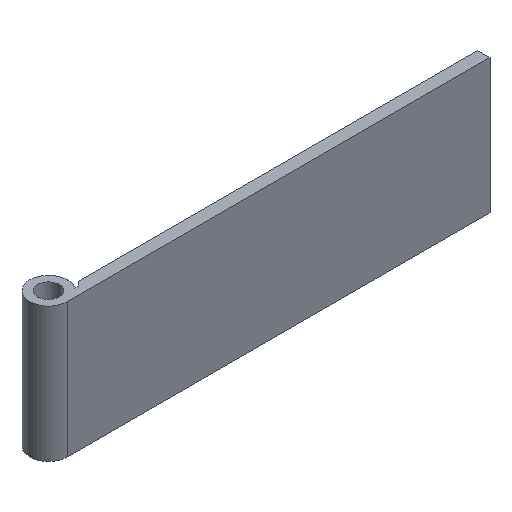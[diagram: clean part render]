
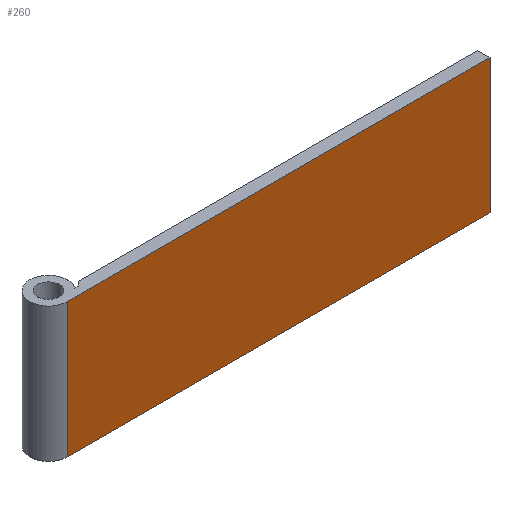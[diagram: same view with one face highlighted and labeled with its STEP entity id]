
A CAD part, isometric view. The second image highlights one B-rep face of the part: STEP entity #260.
In plain terms, the highlighted planar face has unit normal (0, -1, 0).
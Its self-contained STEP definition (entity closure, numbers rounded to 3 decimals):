
#64 = ORIENTED_EDGE ( 'NONE', *, *, #250, .T. ) ;
#67 = ORIENTED_EDGE ( 'NONE', *, *, #238, .F. ) ;
#99 = VERTEX_POINT ( 'NONE', #331 ) ;
#103 = VERTEX_POINT ( 'NONE', #329 ) ;
#105 = VERTEX_POINT ( 'NONE', #327 ) ;
#106 = VERTEX_POINT ( 'NONE', #326 ) ;
#107 = ORIENTED_EDGE ( 'NONE', *, *, #228, .F. ) ;
#110 = ORIENTED_EDGE ( 'NONE', *, *, #275, .T. ) ;
#118 = EDGE_LOOP ( 'NONE', ( #110, #67, #107, #64 ) ) ;
#119 = DIRECTION ( 'NONE',  ( -1., 0., 0. ) ) ;
#152 = VECTOR ( 'NONE', #430, 1000. ) ;
#161 = VECTOR ( 'NONE', #346, 1000. ) ;
#165 = AXIS2_PLACEMENT_3D ( 'NONE', #389, #391, #119 ) ;
#176 = VECTOR ( 'NONE', #388, 1000. ) ;
#188 = VECTOR ( 'NONE', #378, 1000. ) ;
#197 = FACE_OUTER_BOUND ( 'NONE', #118, .T. ) ;
#228 = EDGE_CURVE ( 'NONE', #105, #99, #348, .T. ) ;
#238 = EDGE_CURVE ( 'NONE', #99, #106, #372, .T. ) ;
#250 = EDGE_CURVE ( 'NONE', #105, #103, #387, .T. ) ;
#260 = ADVANCED_FACE ( 'NONE', ( #197 ), #289, .F. ) ;
#275 = EDGE_CURVE ( 'NONE', #103, #106, #432, .T. ) ;
#289 = PLANE ( 'NONE',  #165 ) ;
#326 = CARTESIAN_POINT ( 'NONE',  ( 157., -7., -25. ) ) ;
#327 = CARTESIAN_POINT ( 'NONE',  ( 0., -7., 25. ) ) ;
#329 = CARTESIAN_POINT ( 'NONE',  ( 0., -7., -25. ) ) ;
#331 = CARTESIAN_POINT ( 'NONE',  ( 157., -7., 25. ) ) ;
#346 = DIRECTION ( 'NONE',  ( 1., 0., 0. ) ) ;
#347 = CARTESIAN_POINT ( 'NONE',  ( 157., -7., 25. ) ) ;
#348 = LINE ( 'NONE', #347, #161 ) ;
#372 = LINE ( 'NONE', #379, #188 ) ;
#378 = DIRECTION ( 'NONE',  ( 0., 0., -1. ) ) ;
#379 = CARTESIAN_POINT ( 'NONE',  ( 157., -7., 25. ) ) ;
#387 = LINE ( 'NONE', #390, #176 ) ;
#388 = DIRECTION ( 'NONE',  ( 0., 0., -1. ) ) ;
#389 = CARTESIAN_POINT ( 'NONE',  ( 157., -7., 25. ) ) ;
#390 = CARTESIAN_POINT ( 'NONE',  ( 0., -7., 25. ) ) ;
#391 = DIRECTION ( 'NONE',  ( 0., 1., 0. ) ) ;
#430 = DIRECTION ( 'NONE',  ( 1., 0., 0. ) ) ;
#431 = CARTESIAN_POINT ( 'NONE',  ( 157., -7., -25. ) ) ;
#432 = LINE ( 'NONE', #431, #152 ) ;
